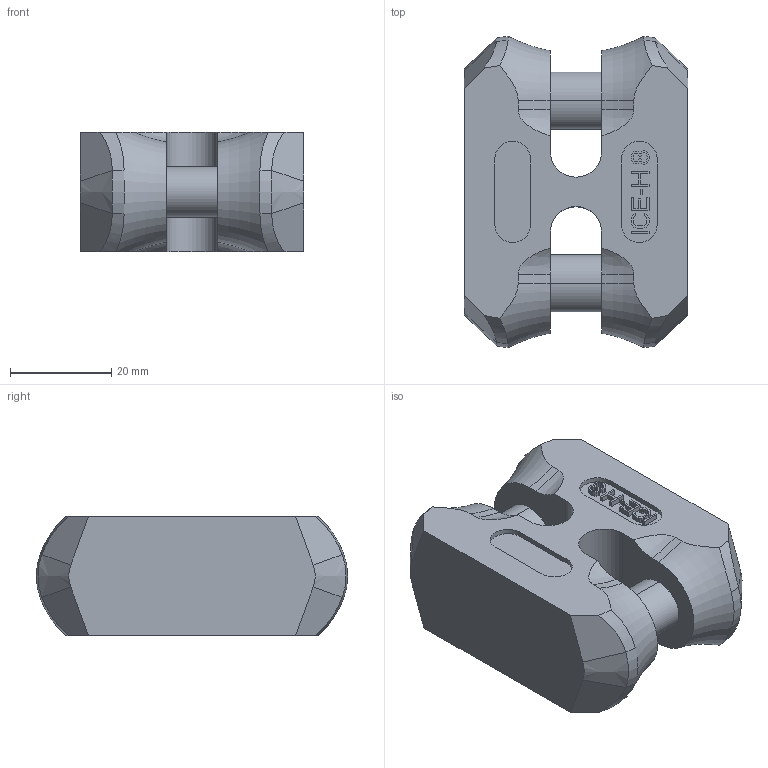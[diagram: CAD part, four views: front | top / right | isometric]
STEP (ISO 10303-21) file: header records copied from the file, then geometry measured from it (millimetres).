
FILE_DESCRIPTION((''),'2;1');
FILE_NAME('001-M34170-P-3','2015-01-16T',('Andreas.Wendler'),(''),'PRO/ENGINEER BY PARAMETRIC TECHNOLOGY CORPORATION, 2010140','PRO/ENGINEER BY PARAMETRIC TECHNOLOGY CORPORATION, 2010140','');
FILE_SCHEMA(('CONFIG_CONTROL_DESIGN'));
Length unit declared in the file: millimetre
Products named in the file (1): 001-M34170-P-3
Bounding box: 44 x 61.39 x 23.5 mm (x, y, z)
Volume: 44853.7 mm3; surface area: 10287.4 mm2
Topology: 1 solids, 1 shells, 224 faces, 622 edges, 412 vertices
Faces by surface type: plane 174, cylinder 18, bspline 16, cone 8, torus 4, extrusion 4
Entity records: 7656 total; most frequent: CARTESIAN_POINT 1946, ORIENTED_EDGE 1244, DIRECTION 1054, EDGE_CURVE 622, VECTOR 518, LINE 514, VERTEX_POINT 412, AXIS2_PLACEMENT_3D 268
